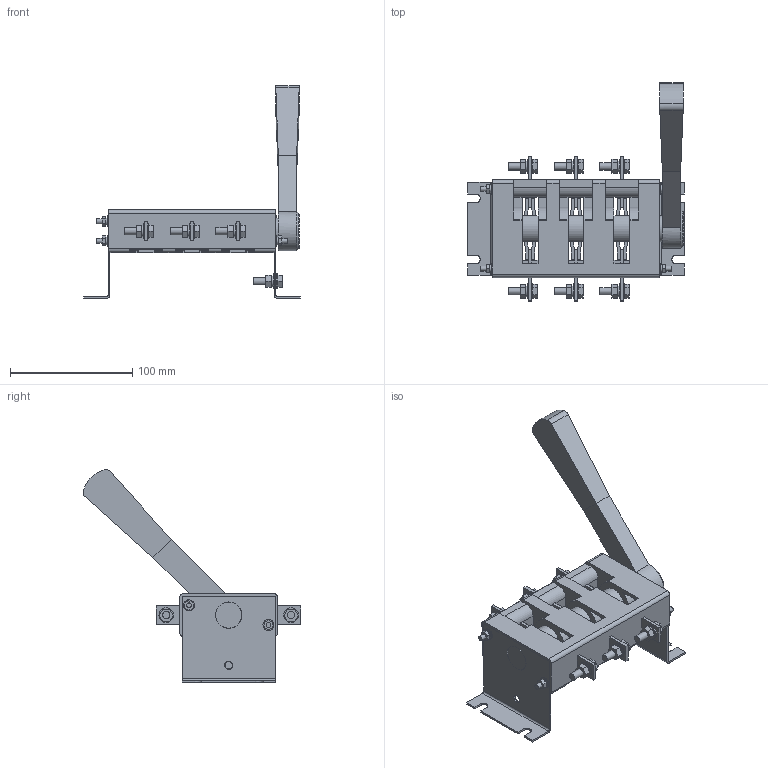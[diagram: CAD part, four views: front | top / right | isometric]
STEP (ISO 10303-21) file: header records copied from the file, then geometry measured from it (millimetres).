
FILE_DESCRIPTION (( 'STEP AP214' ), '1' );
FILE_NAME ('SRK01-100-100 Âûêëþ÷àòåëü-ðàçúåäèíèòåëü ÂÐ32È-31À30220 100À IEK.STEP', '2018-05-08T12:40:23', ( '' ), ( '' ), 'SwSTEP 2.0', 'SolidWorks 2014', '' );
FILE_SCHEMA (( 'AUTOMOTIVE_DESIGN' ));
Length unit declared in the file: millimetre
Products named in the file (1): SRK01-100-100 Âûêëþ÷àòåëü-ðàçúåäèíèòåëü ÂÐ32È-31À30220 100À IEK
Bounding box: 177 x 177.94 x 173.94 mm (x, y, z)
Volume: 390779.2 mm3; surface area: 109788.4 mm2
Topology: 16 solids, 16 shells, 771 faces, 2049 edges, 1350 vertices
Faces by surface type: plane 548, cylinder 218, bspline 3, cone 1, torus 1
Full cylindrical faces by diameter (mm): 4 x8, 4.1 x4, 6 x14, 6.3 x15, 6.5 x8, 9 x4, 11.364 x1, 12 x15, 12.5 x1, 18 x1, 21.3 x2, 21.5 x2, 22.3 x1
Entity records: 23568 total; most frequent: CARTESIAN_POINT 4215, DIRECTION 3934, ORIENTED_EDGE 3876, EDGE_CURVE 1938, VECTOR 1386, LINE 1386, VERTEX_POINT 1317, AXIS2_PLACEMENT_3D 1274
